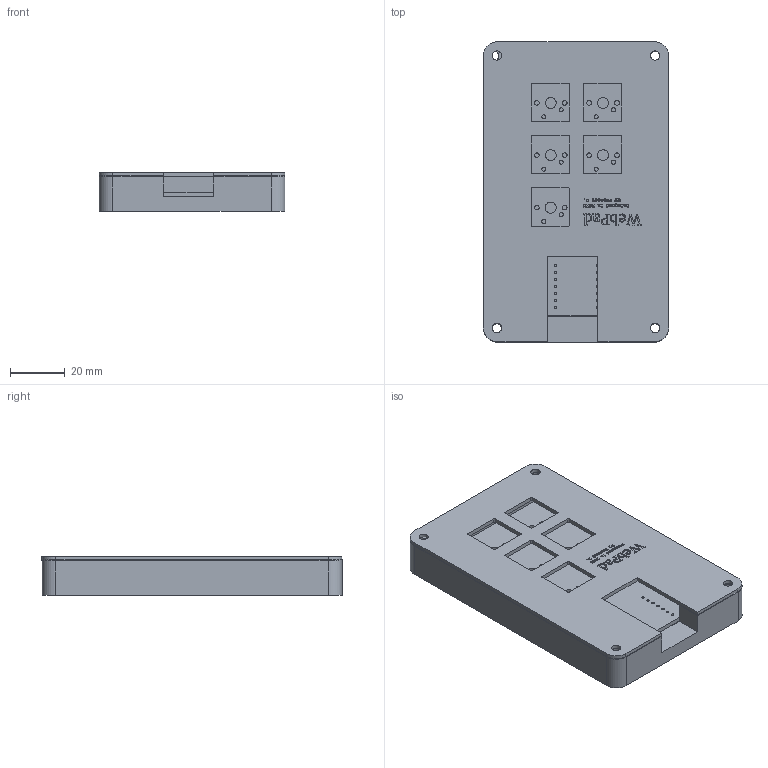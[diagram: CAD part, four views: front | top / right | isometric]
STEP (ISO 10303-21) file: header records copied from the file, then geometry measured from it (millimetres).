
FILE_DESCRIPTION(/* description */ (''),/* implementation_level */ '2;1');
FILE_NAME(/* name */ 'WebPad.step',/* time_stamp */ '2025-07-22T11:31:19-07:00',/* author */ (''),/* organization */ (''),/* preprocessor_version */ 'ST-DEVELOPER v20.1',/* originating_system */ 'Autodesk Translation Framework v14.10.0.0',/* authorisation */ '');
FILE_SCHEMA (('AUTOMOTIVE_DESIGN { 1 0 10303 214 3 1 1 }'));
Length unit declared in the file: millimetre
Products named in the file (6): 2025-07-07-11-31-33-287; hackpad 1; hackpad_PCB; 2025-07-06-19-24-50-376; 2025-07-06-19-25-05-734; 2025-07-07-10-33-57-120
Assembly tree (5 placements, depth 3):
  2025-07-07-11-31-33-287
    hackpad 1
      hackpad_PCB
    2025-07-06-19-24-50-376
      2025-07-06-19-25-05-734
    2025-07-07-10-33-57-120
Bounding box: 67.62 x 109.37 x 14.17 mm (x, y, z)
Volume: 64734.6 mm3; surface area: 44118.2 mm2
Topology: 3 solids, 3 shells, 1107 faces, 3141 edges, 2094 vertices
Faces by surface type: bspline 671, plane 357, cylinder 79
Full cylindrical faces by diameter (mm): 0.889 x14, 1.5 x10, 1.7 x10, 3.4 x8, 4 x5, 6 x4
Entity records: 42397 total; most frequent: CARTESIAN_POINT 17764, ORIENTED_EDGE 6282, EDGE_CURVE 3141, DIRECTION 2850, VERTEX_POINT 2094, LINE 1640, VECTOR 1640, B_SPLINE_CURVE_WITH_KNOTS 1343
